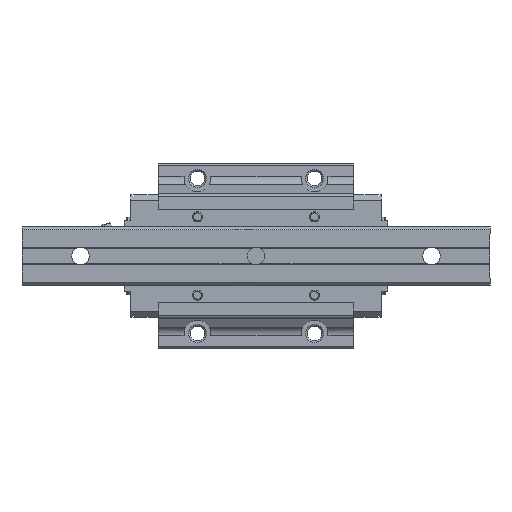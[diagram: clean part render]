
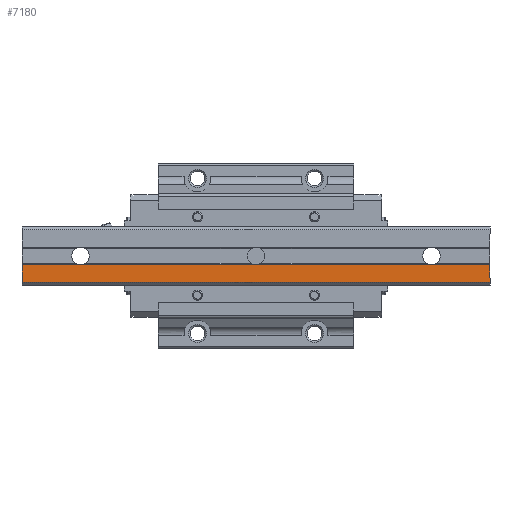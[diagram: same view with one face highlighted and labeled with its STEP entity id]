
A CAD part, front view. The second image highlights one B-rep face of the part: STEP entity #7180.
In plain terms, the highlighted planar face has unit normal (0, -1, 0).
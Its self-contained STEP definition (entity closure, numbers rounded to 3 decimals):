
#12 = VECTOR ( 'NONE', #7831, 1000. ) ;
#429 = VECTOR ( 'NONE', #8924, 1000. ) ;
#512 = LINE ( 'NONE', #4614, #12 ) ;
#612 = CARTESIAN_POINT ( 'NONE',  ( -20., 0., -3. ) ) ;
#792 = VERTEX_POINT ( 'NONE', #3760 ) ;
#979 = EDGE_LOOP ( 'NONE', ( #5837, #9433, #8237, #8386, #1326, #4595, #2184 ) ) ;
#1008 = EDGE_CURVE ( 'NONE', #2566, #1721, #10020, .T. ) ;
#1040 = DIRECTION ( 'NONE',  ( 0., -1., 0. ) ) ;
#1177 = VERTEX_POINT ( 'NONE', #9340 ) ;
#1326 = ORIENTED_EDGE ( 'NONE', *, *, #2557, .T. ) ;
#1364 = CARTESIAN_POINT ( 'NONE',  ( 60., 0., -3. ) ) ;
#1643 = VECTOR ( 'NONE', #8166, 1000. ) ;
#1721 = VERTEX_POINT ( 'NONE', #9954 ) ;
#2114 = AXIS2_PLACEMENT_3D ( 'NONE', #2699, #1040, #3552 ) ;
#2184 = ORIENTED_EDGE ( 'NONE', *, *, #3173, .T. ) ;
#2472 = DIRECTION ( 'NONE',  ( 1., 0., 0. ) ) ;
#2557 = EDGE_CURVE ( 'NONE', #1721, #4886, #512, .T. ) ;
#2566 = VERTEX_POINT ( 'NONE', #5476 ) ;
#2699 = CARTESIAN_POINT ( 'NONE',  ( -20., 0., -9. ) ) ;
#3173 = EDGE_CURVE ( 'NONE', #9585, #1177, #4130, .T. ) ;
#3234 = VECTOR ( 'NONE', #4740, 1000. ) ;
#3289 = DIRECTION ( 'NONE',  ( 0., 0., -1. ) ) ;
#3334 = CARTESIAN_POINT ( 'NONE',  ( 0., 0., -3. ) ) ;
#3490 = LINE ( 'NONE', #4706, #3234 ) ;
#3552 = DIRECTION ( 'NONE',  ( 0., 0., -1. ) ) ;
#3567 = LINE ( 'NONE', #4144, #5015 ) ;
#3755 = EDGE_CURVE ( 'NONE', #2566, #792, #7812, .T. ) ;
#3760 = CARTESIAN_POINT ( 'NONE',  ( 140., 0., -9. ) ) ;
#4130 = LINE ( 'NONE', #5537, #1643 ) ;
#4144 = CARTESIAN_POINT ( 'NONE',  ( -20., 0., -9. ) ) ;
#4595 = ORIENTED_EDGE ( 'NONE', *, *, #5481, .T. ) ;
#4614 = CARTESIAN_POINT ( 'NONE',  ( -20., 0., -3. ) ) ;
#4706 = CARTESIAN_POINT ( 'NONE',  ( -20., 0., -3. ) ) ;
#4728 = CARTESIAN_POINT ( 'NONE',  ( -20., 0., -9. ) ) ;
#4740 = DIRECTION ( 'NONE',  ( -1., 0., 0. ) ) ;
#4886 = VERTEX_POINT ( 'NONE', #1364 ) ;
#5015 = VECTOR ( 'NONE', #2472, 1000. ) ;
#5137 = EDGE_CURVE ( 'NONE', #1177, #6565, #8981, .T. ) ;
#5476 = CARTESIAN_POINT ( 'NONE',  ( 140., 0., -3. ) ) ;
#5481 = EDGE_CURVE ( 'NONE', #4886, #9585, #3490, .T. ) ;
#5537 = CARTESIAN_POINT ( 'NONE',  ( -20., 0., -3. ) ) ;
#5837 = ORIENTED_EDGE ( 'NONE', *, *, #5137, .T. ) ;
#6124 = VECTOR ( 'NONE', #10028, 1000. ) ;
#6565 = VERTEX_POINT ( 'NONE', #4728 ) ;
#6619 = CARTESIAN_POINT ( 'NONE',  ( -20., 0., 0. ) ) ;
#6692 = CARTESIAN_POINT ( 'NONE',  ( 140., 0., 0. ) ) ;
#7180 = ADVANCED_FACE ( 'NONE', ( #10204 ), #7728, .T. ) ;
#7728 = PLANE ( 'NONE',  #2114 ) ;
#7812 = LINE ( 'NONE', #6692, #6124 ) ;
#7831 = DIRECTION ( 'NONE',  ( -1., 0., 0. ) ) ;
#7921 = VECTOR ( 'NONE', #3289, 1000. ) ;
#8166 = DIRECTION ( 'NONE',  ( -1., 0., 0. ) ) ;
#8237 = ORIENTED_EDGE ( 'NONE', *, *, #3755, .F. ) ;
#8386 = ORIENTED_EDGE ( 'NONE', *, *, #1008, .T. ) ;
#8505 = EDGE_CURVE ( 'NONE', #6565, #792, #3567, .T. ) ;
#8924 = DIRECTION ( 'NONE',  ( -1., 0., 0. ) ) ;
#8981 = LINE ( 'NONE', #6619, #7921 ) ;
#9340 = CARTESIAN_POINT ( 'NONE',  ( -20., 0., -3. ) ) ;
#9433 = ORIENTED_EDGE ( 'NONE', *, *, #8505, .T. ) ;
#9585 = VERTEX_POINT ( 'NONE', #3334 ) ;
#9954 = CARTESIAN_POINT ( 'NONE',  ( 120., 0., -3. ) ) ;
#10020 = LINE ( 'NONE', #612, #429 ) ;
#10028 = DIRECTION ( 'NONE',  ( 0., 0., -1. ) ) ;
#10204 = FACE_OUTER_BOUND ( 'NONE', #979, .T. ) ;
